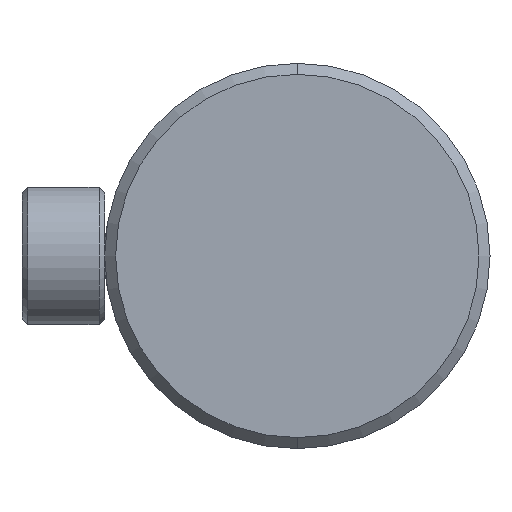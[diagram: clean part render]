
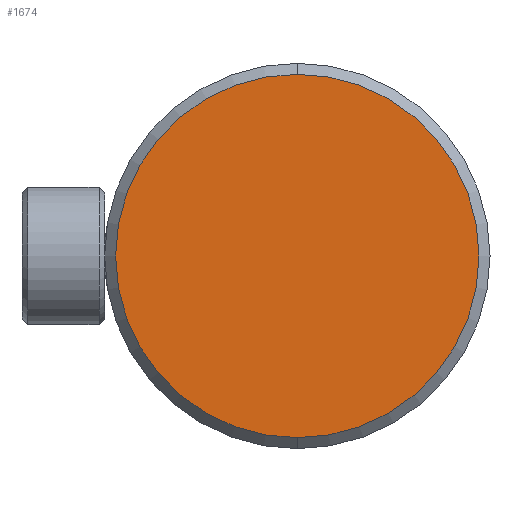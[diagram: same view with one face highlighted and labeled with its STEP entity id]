
A CAD part, left-side view. The second image highlights one B-rep face of the part: STEP entity #1674.
In plain terms, the highlighted planar face has unit normal (-1, 0, 0).
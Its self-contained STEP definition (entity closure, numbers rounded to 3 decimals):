
#81 = AXIS2_PLACEMENT_3D ( 'NONE', #2937, #1567, #1797 ) ;
#268 = EDGE_CURVE ( 'NONE', #313, #806, #1310, .T. ) ;
#313 = VERTEX_POINT ( 'NONE', #2674 ) ;
#617 = AXIS2_PLACEMENT_3D ( 'NONE', #2416, #1267, #1737 ) ;
#769 = PLANE ( 'NONE',  #617 ) ;
#806 = VERTEX_POINT ( 'NONE', #1356 ) ;
#1010 = CIRCLE ( 'NONE', #81, 33. ) ;
#1033 = DIRECTION ( 'NONE',  ( -1., 0., 0. ) ) ;
#1162 = EDGE_LOOP ( 'NONE', ( #1369, #2532 ) ) ;
#1267 = DIRECTION ( 'NONE',  ( 1., 0., 0. ) ) ;
#1310 = CIRCLE ( 'NONE', #1912, 33. ) ;
#1356 = CARTESIAN_POINT ( 'NONE',  ( -13., 0., 33. ) ) ;
#1369 = ORIENTED_EDGE ( 'NONE', *, *, #268, .T. ) ;
#1567 = DIRECTION ( 'NONE',  ( -1., 0., 0. ) ) ;
#1674 = ADVANCED_FACE ( 'NONE', ( #2748 ), #769, .F. ) ;
#1737 = DIRECTION ( 'NONE',  ( 0., 0., -1. ) ) ;
#1797 = DIRECTION ( 'NONE',  ( 0., 0., 1. ) ) ;
#1912 = AXIS2_PLACEMENT_3D ( 'NONE', #2684, #1033, #2439 ) ;
#2334 = EDGE_CURVE ( 'NONE', #806, #313, #1010, .T. ) ;
#2416 = CARTESIAN_POINT ( 'NONE',  ( -13., 0., 0. ) ) ;
#2439 = DIRECTION ( 'NONE',  ( 0., 0., 1. ) ) ;
#2532 = ORIENTED_EDGE ( 'NONE', *, *, #2334, .T. ) ;
#2674 = CARTESIAN_POINT ( 'NONE',  ( -13., 0., -33. ) ) ;
#2684 = CARTESIAN_POINT ( 'NONE',  ( -13., 0., 0. ) ) ;
#2748 = FACE_OUTER_BOUND ( 'NONE', #1162, .T. ) ;
#2937 = CARTESIAN_POINT ( 'NONE',  ( -13., 0., 0. ) ) ;
